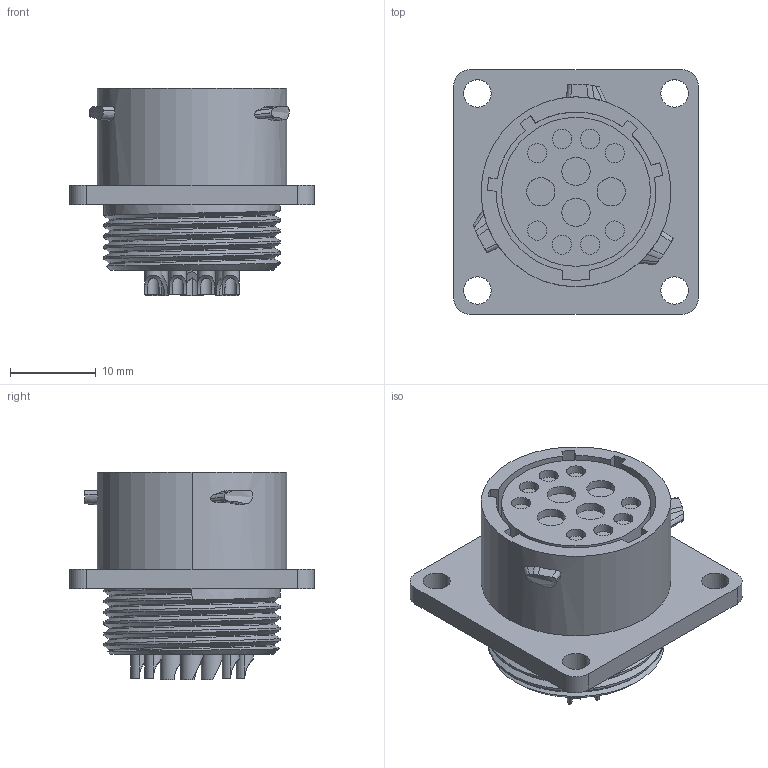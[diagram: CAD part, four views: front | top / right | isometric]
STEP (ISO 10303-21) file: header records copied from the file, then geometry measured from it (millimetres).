
FILE_DESCRIPTION((''),'2;1');
FILE_NAME('UTS014E12S','2011-04-06T',('vsorin'),('SOURIAU'),'PRO/ENGINEER BY PARAMETRIC TECHNOLOGY CORPORATION, 2010140','PRO/ENGINEER BY PARAMETRIC TECHNOLOGY CORPORATION, 2010140','');
FILE_SCHEMA(('CONFIG_CONTROL_DESIGN'));
Length unit declared in the file: millimetre
Products named in the file (1): UTS014E12S
Bounding box: 28.6 x 28.6 x 24.27 mm (x, y, z)
Surface area: 5668.7 mm2 (no closed solid volume)
Topology: 0 solids, 14 shells, 209 faces, 539 edges, 348 vertices
Faces by surface type: cylinder 124, plane 50, bspline 30, extrusion 3, cone 2
Entity records: 10202 total; most frequent: CARTESIAN_POINT 5321, ORIENTED_EDGE 1009, DIRECTION 950, EDGE_CURVE 539, AXIS2_PLACEMENT_3D 378, VERTEX_POINT 348, EDGE_LOOP 237, FACE_OUTER_BOUND 209
